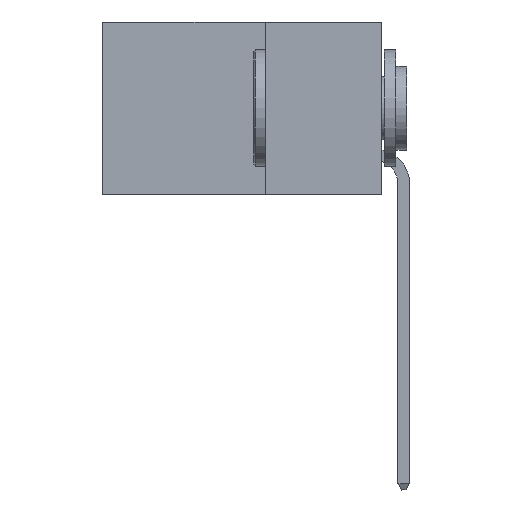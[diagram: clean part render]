
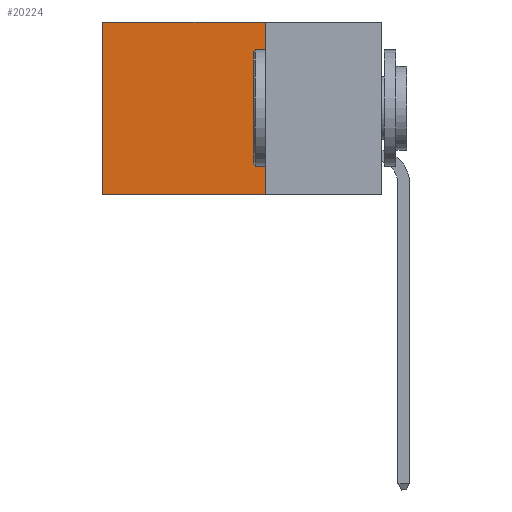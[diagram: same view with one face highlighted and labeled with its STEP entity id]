
A CAD part, left-side view. The second image highlights one B-rep face of the part: STEP entity #20224.
In plain terms, the highlighted planar face has unit normal (-1, 0, 0).
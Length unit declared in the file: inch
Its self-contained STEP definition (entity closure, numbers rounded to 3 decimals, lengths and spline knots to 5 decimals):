
#702 = LINE ( 'NONE', #17850, #4702 ) ;
#988 = DIRECTION ( 'NONE',  ( 0., 0., -1. ) ) ;
#2290 = VECTOR ( 'NONE', #988, 39.37008 ) ;
#2525 = VERTEX_POINT ( 'NONE', #10214 ) ;
#3091 = LINE ( 'NONE', #16460, #2290 ) ;
#3129 = VERTEX_POINT ( 'NONE', #10226 ) ;
#3269 = DIRECTION ( 'NONE',  ( 0., 0., -1. ) ) ;
#3311 = EDGE_CURVE ( 'NONE', #2525, #3129, #702, .T. ) ;
#4702 = VECTOR ( 'NONE', #6378, 39.37008 ) ;
#6036 = VECTOR ( 'NONE', #14061, 39.37008 ) ;
#6378 = DIRECTION ( 'NONE',  ( 0., 1., 0. ) ) ;
#6496 = ORIENTED_EDGE ( 'NONE', *, *, #11713, .F. ) ;
#7004 = ORIENTED_EDGE ( 'NONE', *, *, #3311, .F. ) ;
#7934 = VERTEX_POINT ( 'NONE', #19807 ) ;
#8337 = ORIENTED_EDGE ( 'NONE', *, *, #9092, .T. ) ;
#8477 = DIRECTION ( 'NONE',  ( 0., 0., -1. ) ) ;
#9092 = EDGE_CURVE ( 'NONE', #7934, #3129, #14580, .T. ) ;
#10214 = CARTESIAN_POINT ( 'NONE',  ( 0.2875, 0.25, -0.37 ) ) ;
#10226 = CARTESIAN_POINT ( 'NONE',  ( 0.2875, 0.6, -0.37 ) ) ;
#10626 = CARTESIAN_POINT ( 'NONE',  ( 0.2875, 0.25, 0. ) ) ;
#11713 = EDGE_CURVE ( 'NONE', #12002, #2525, #3091, .T. ) ;
#12002 = VERTEX_POINT ( 'NONE', #16995 ) ;
#12204 = EDGE_LOOP ( 'NONE', ( #8337, #7004, #6496, #13136 ) ) ;
#13136 = ORIENTED_EDGE ( 'NONE', *, *, #19445, .T. ) ;
#14061 = DIRECTION ( 'NONE',  ( 0., 1., 0. ) ) ;
#14187 = FACE_OUTER_BOUND ( 'NONE', #12204, .T. ) ;
#14580 = LINE ( 'NONE', #16654, #18491 ) ;
#16460 = CARTESIAN_POINT ( 'NONE',  ( 0.2875, 0.25, 0. ) ) ;
#16654 = CARTESIAN_POINT ( 'NONE',  ( 0.2875, 0.6, 0. ) ) ;
#16995 = CARTESIAN_POINT ( 'NONE',  ( 0.2875, 0.25, 0. ) ) ;
#17045 = AXIS2_PLACEMENT_3D ( 'NONE', #21043, #19950, #8477 ) ;
#17850 = CARTESIAN_POINT ( 'NONE',  ( 0.2875, 0.25, -0.37 ) ) ;
#18491 = VECTOR ( 'NONE', #3269, 39.37008 ) ;
#19445 = EDGE_CURVE ( 'NONE', #12002, #7934, #19948, .T. ) ;
#19799 = PLANE ( 'NONE',  #17045 ) ;
#19807 = CARTESIAN_POINT ( 'NONE',  ( 0.2875, 0.6, 0. ) ) ;
#19948 = LINE ( 'NONE', #10626, #6036 ) ;
#19950 = DIRECTION ( 'NONE',  ( 1., 0., 0. ) ) ;
#20224 = ADVANCED_FACE ( 'NONE', ( #14187 ), #19799, .F. ) ;
#21043 = CARTESIAN_POINT ( 'NONE',  ( 0.2875, 0.25, 0. ) ) ;
